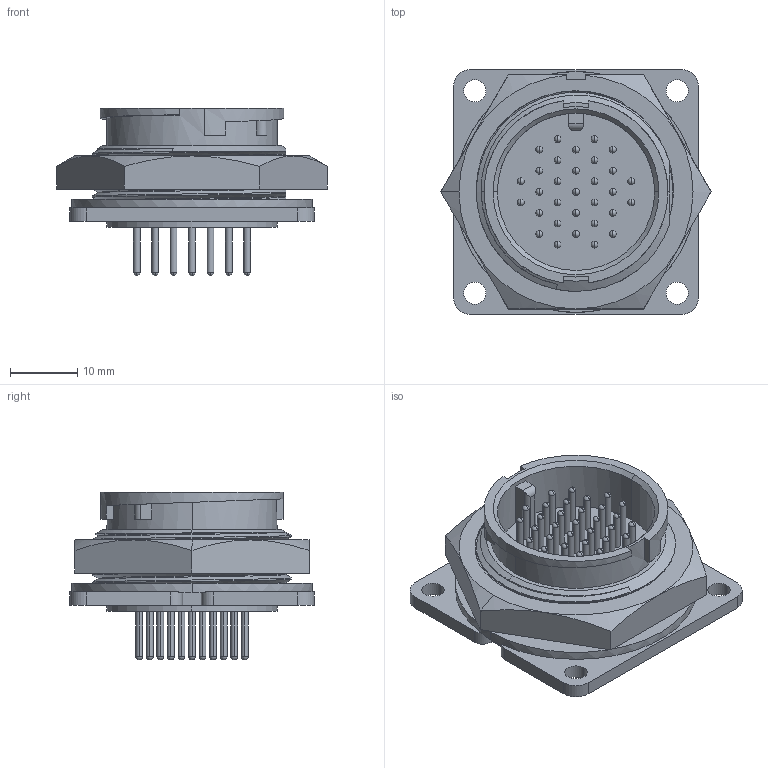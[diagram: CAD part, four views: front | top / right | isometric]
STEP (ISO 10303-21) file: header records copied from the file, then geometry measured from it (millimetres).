
FILE_DESCRIPTION (( 'STEP AP214' ), '1' );
FILE_NAME ('24292-31PG-3ES.STEP', '2016-07-11T19:59:29', ( '' ), ( '' ), 'SwSTEP 2.0', 'SolidWorks 2014', '' );
FILE_SCHEMA (( 'AUTOMOTIVE_DESIGN' ));
Length unit declared in the file: inch
Products named in the file (1): 24292-31PG-3ES
Bounding box: 40.33 x 36.53 x 25.04 mm (x, y, z)
Volume: 11145.6 mm3; surface area: 8944.5 mm2
Topology: 2 solids, 2 shells, 403 faces, 1169 edges, 714 vertices
Faces by surface type: cylinder 201, sphere 124, plane 51, bspline 16, cone 11
Entity records: 19037 total; most frequent: CARTESIAN_POINT 8879, DIRECTION 2259, ORIENTED_EDGE 2090, EDGE_CURVE 1045, AXIS2_PLACEMENT_3D 978, VERTEX_POINT 714, CIRCLE 590, EDGE_LOOP 481
